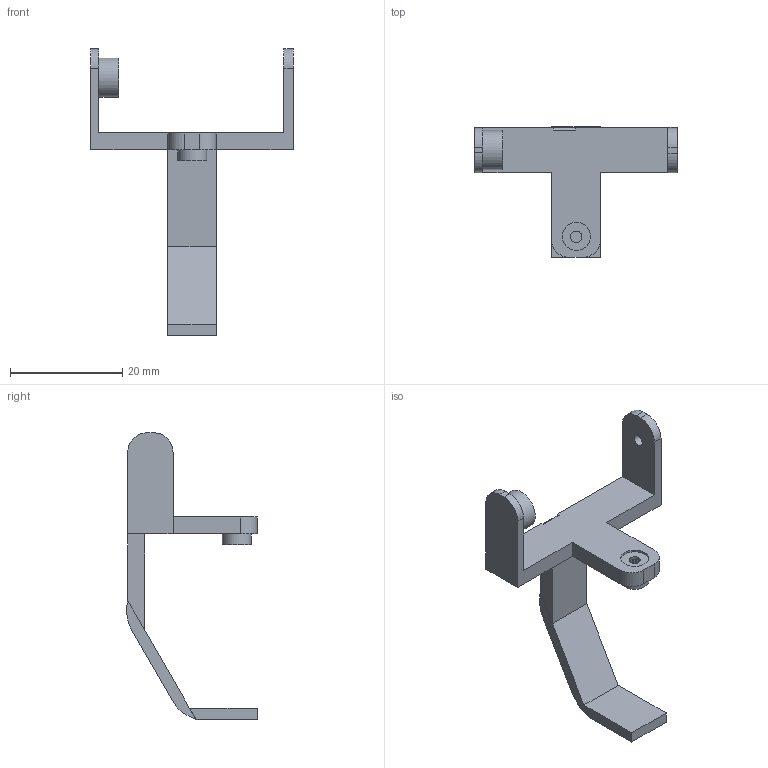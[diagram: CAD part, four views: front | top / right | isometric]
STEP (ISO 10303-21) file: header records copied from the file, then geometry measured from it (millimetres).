
FILE_DESCRIPTION(/* description */ (''),/* implementation_level */ '2;1');
FILE_NAME(/* name */ 'hing1 v1.step',/* time_stamp */ '2020-02-03T21:32:14+05:00',/* author */ (''),/* organization */ (''),/* preprocessor_version */ 'ST-DEVELOPER v18',/* originating_system */ 'Autodesk Translation Framework v8.12.0.6',/* authorisation */ '');
FILE_SCHEMA (('AUTOMOTIVE_DESIGN { 1 0 10303 214 3 1 1 }'));
Length unit declared in the file: millimetre
Products named in the file (1): hing1 
Bounding box: 36.05 x 23.27 x 51 mm (x, y, z)
Volume: 2602.5 mm3; surface area: 3065.1 mm2
Topology: 1 solids, 1 shells, 315 faces, 778 edges, 481 vertices
Faces by surface type: plane 232, cylinder 83
Full cylindrical faces by diameter (mm): 0.45 x1, 2 x2, 2.5 x1, 3 x1, 4.652 x1, 5 x1, 5.129 x1, 7 x1
Entity records: 9355 total; most frequent: DIRECTION 1642, CARTESIAN_POINT 1575, ORIENTED_EDGE 1556, EDGE_CURVE 778, AXIS2_PLACEMENT_3D 548, LINE 546, VECTOR 546, VERTEX_POINT 481
